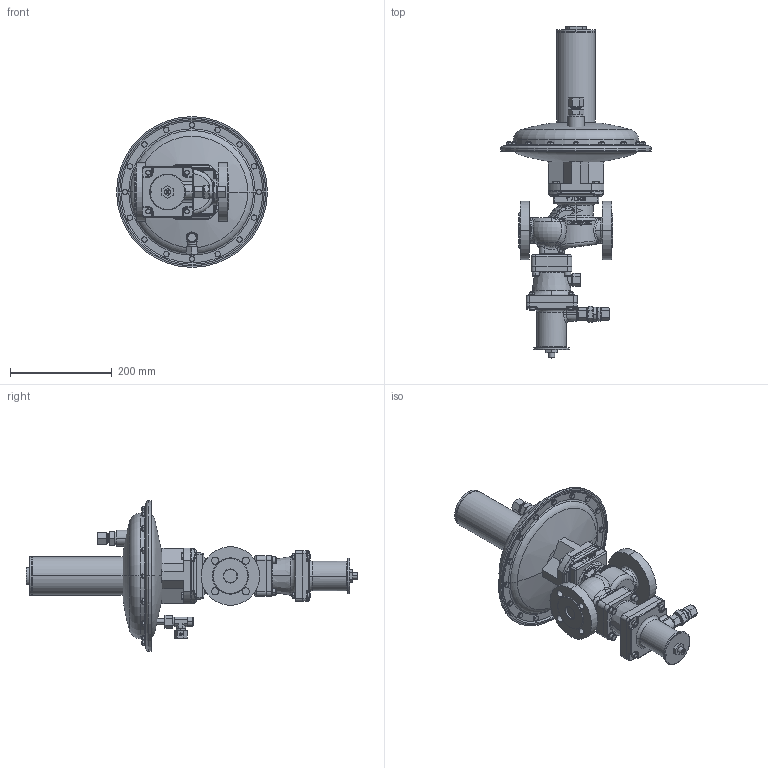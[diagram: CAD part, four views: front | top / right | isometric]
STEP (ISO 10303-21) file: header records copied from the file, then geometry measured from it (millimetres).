
FILE_DESCRIPTION (( 'STEP AP214' ), '1' );
FILE_NAME ('HON380_DN25_DN25_PN16_X_HON673_R_RE1.STEP', '2022-08-22T09:51:46', ( '' ), ( '' ), 'SwSTEP 2.0', 'SolidWorks 2019', '' );
FILE_SCHEMA (( 'AUTOMOTIVE_DESIGN' ));
Length unit declared in the file: millimetre
Products named in the file (1): HON380_DN25_DN25_PN16_X_HON673_R_RE1
Bounding box: 296.2 x 652.15 x 296.2 mm (x, y, z)
Volume: 5800500.6 mm3; surface area: 622060.5 mm2
Topology: 22 solids, 22 shells, 2188 faces, 5157 edges, 3119 vertices
Faces by surface type: plane 904, cylinder 449, cone 361, bspline 262, torus 170, sphere 42
Entity records: 86175 total; most frequent: CARTESIAN_POINT 38213, ORIENTED_EDGE 10226, DIRECTION 9455, EDGE_CURVE 5113, AXIS2_PLACEMENT_3D 3744, VERTEX_POINT 3119, EDGE_LOOP 2340, ADVANCED_FACE 2188
